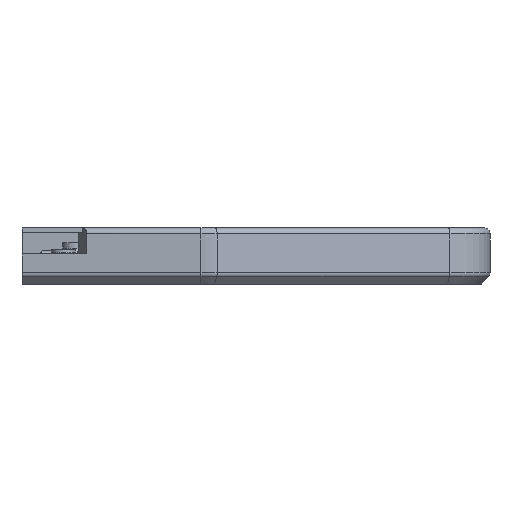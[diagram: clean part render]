
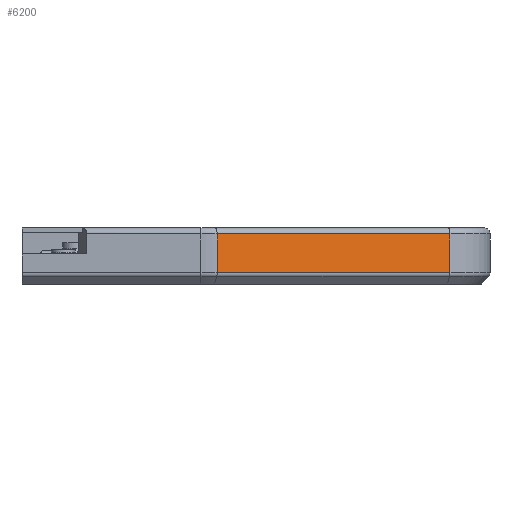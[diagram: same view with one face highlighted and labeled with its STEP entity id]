
A CAD part, front view. The second image highlights one B-rep face of the part: STEP entity #6200.
In plain terms, the highlighted planar face has unit normal (0.287, -0.958, 0).
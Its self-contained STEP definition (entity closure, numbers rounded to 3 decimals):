
#570=FACE_OUTER_BOUND('',#939,.T.);
#939=EDGE_LOOP('',(#4457,#4458,#4459,#4460));
#1397=LINE('',#9699,#2028);
#1404=LINE('',#9720,#2035);
#1405=LINE('',#9724,#2036);
#1406=LINE('',#9725,#2037);
#2028=VECTOR('',#7655,10.);
#2035=VECTOR('',#7678,1000.);
#2036=VECTOR('',#7683,1000.);
#2037=VECTOR('',#7684,1000.);
#2698=VERTEX_POINT('',#9692);
#2700=VERTEX_POINT('',#9698);
#2706=VERTEX_POINT('',#9719);
#2707=VERTEX_POINT('',#9723);
#3372=EDGE_CURVE('',#2698,#2700,#1397,.T.);
#3383=EDGE_CURVE('',#2700,#2706,#1404,.T.);
#3385=EDGE_CURVE('',#2698,#2707,#1405,.T.);
#3386=EDGE_CURVE('',#2707,#2706,#1406,.T.);
#4457=ORIENTED_EDGE('',*,*,#3372,.F.);
#4458=ORIENTED_EDGE('',*,*,#3385,.T.);
#4459=ORIENTED_EDGE('',*,*,#3386,.T.);
#4460=ORIENTED_EDGE('',*,*,#3383,.F.);
#5926=PLANE('',#6675);
#6200=ADVANCED_FACE('',(#570),#5926,.F.);
#6675=AXIS2_PLACEMENT_3D('',#9722,#7681,#7682);
#7655=DIRECTION('',(-0.958,-0.287,0.));
#7678=DIRECTION('',(0.,0.,1.));
#7681=DIRECTION('center_axis',(-0.287,0.958,0.));
#7682=DIRECTION('ref_axis',(0.958,0.287,0.));
#7683=DIRECTION('',(0.,0.,1.));
#7684=DIRECTION('',(-0.958,-0.287,0.));
#9692=CARTESIAN_POINT('',(145.174,7.002,2.278));
#9698=CARTESIAN_POINT('',(66.178,-16.697,2.278));
#9699=CARTESIAN_POINT('',(91.404,-9.129,2.278));
#9719=CARTESIAN_POINT('',(66.178,-16.697,15.45));
#9720=CARTESIAN_POINT('',(66.178,-16.697,-2.59));
#9722=CARTESIAN_POINT('Origin',(66.178,-16.697,-2.59));
#9723=CARTESIAN_POINT('',(145.174,7.002,15.45));
#9724=CARTESIAN_POINT('',(145.174,7.002,-2.59));
#9725=CARTESIAN_POINT('',(66.178,-16.697,15.45));
